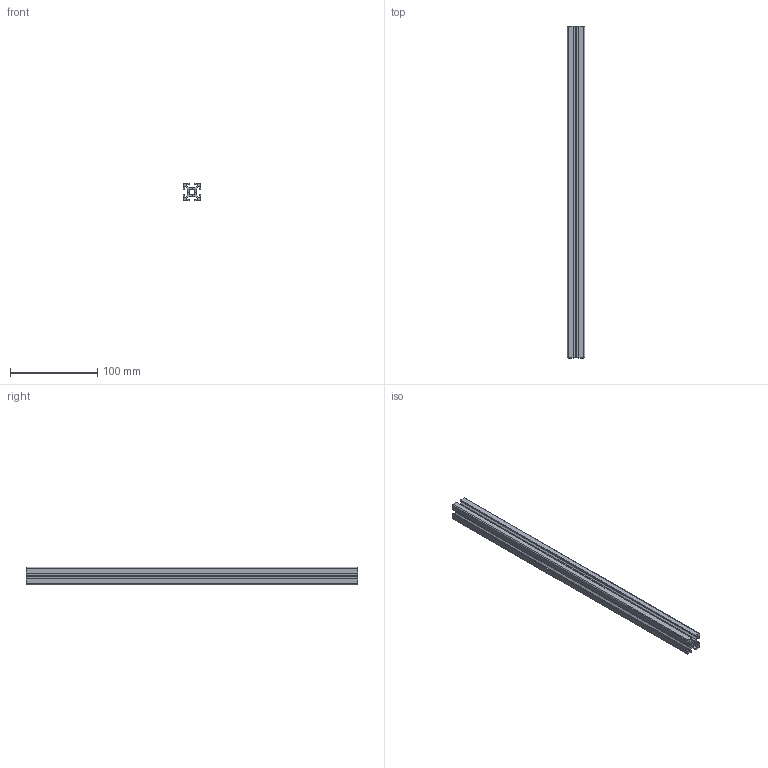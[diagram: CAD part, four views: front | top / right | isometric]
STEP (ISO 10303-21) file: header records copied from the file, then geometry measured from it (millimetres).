
FILE_DESCRIPTION(('FreeCAD Model'),'2;1');
FILE_NAME('Open CASCADE Shape Model','2024-08-13T18:58:46',(''),(''), 'Open CASCADE STEP processor 7.6','FreeCAD','Unknown');
FILE_SCHEMA(('AUTOMOTIVE_DESIGN { 1 0 10303 214 1 1 1 1 }'));
Length unit declared in the file: millimetre
Products named in the file (1): Profile-20x20-B-Type_Slot6_A
Bounding box: 20 x 380 x 20 mm (x, y, z)
Volume: 66247.8 mm3; surface area: 69545.2 mm2
Topology: 1 solids, 1 shells, 108 faces, 308 edges, 200 vertices
Faces by surface type: plane 96, cylinder 12
Entity records: 7501 total; most frequent: CARTESIAN_POINT 1318, DIRECTION 1141, LINE 863, VECTOR 863, ORIENTED_EDGE 616, PCURVE 616, DEFINITIONAL_REPRESENTATION 616, EDGE_CURVE 308
